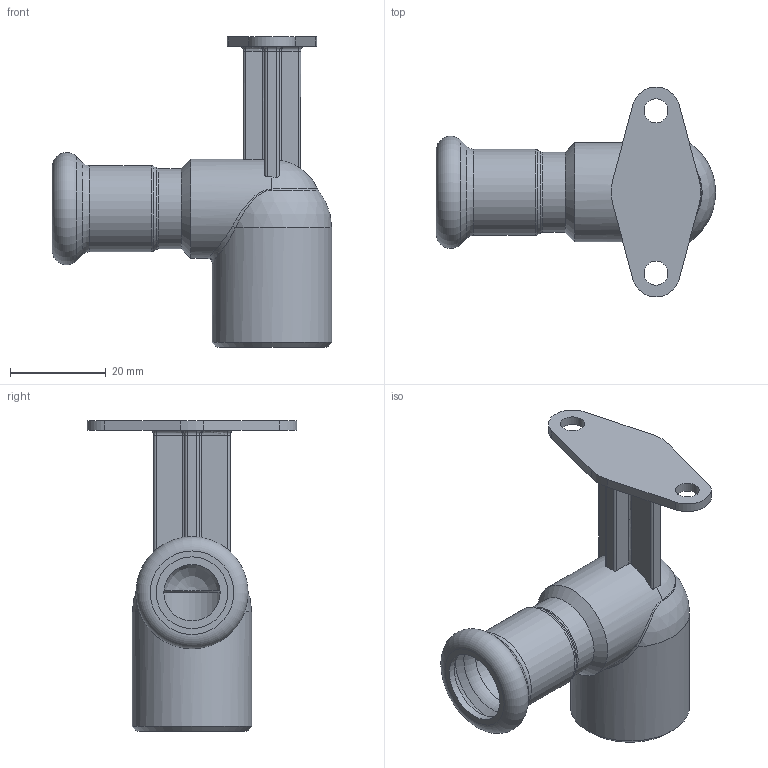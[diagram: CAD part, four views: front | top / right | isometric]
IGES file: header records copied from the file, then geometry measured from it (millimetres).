
Global section: file name: No Iges File Name specified; native system: Autodesk Inventor 2012; preprocessor: AutoDesk Inventor Iges Exporter R2012; author: aporro; date: 20130604.092113; units: millimetre
Bounding box: 58.5 x 43.96 x 65 mm (x, y, z)
Volume: 15834.4 mm3; surface area: 11842.1 mm2
Topology: 1 solids, 1 shells, 96 faces, 228 edges, 134 vertices
Faces by surface type: revolution 41, plane 23, cylinder 16, bspline 7, cone 4, torus 3, sphere 2
Full cylindrical faces by diameter (mm): 16.8 x1, 18 x1, 20.8 x1, 25 x1
